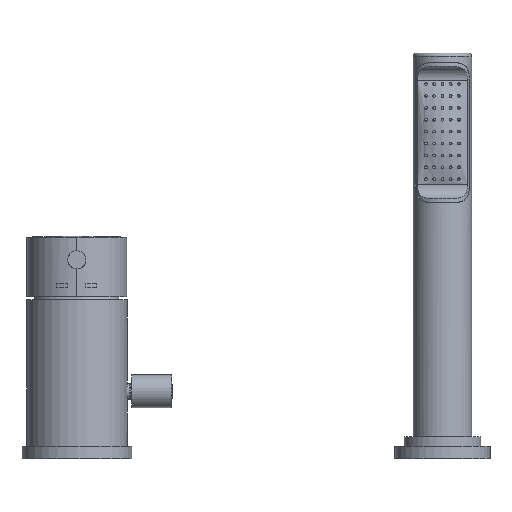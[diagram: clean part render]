
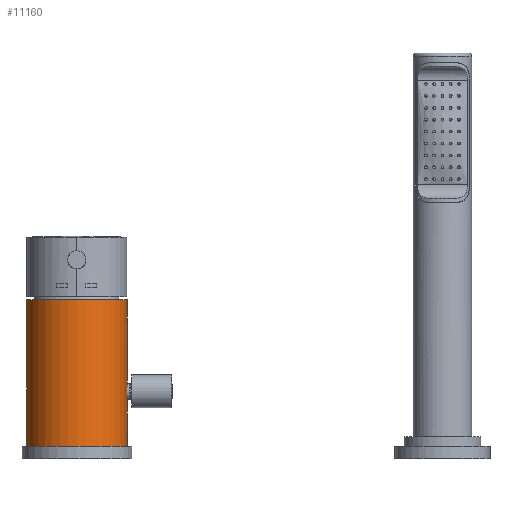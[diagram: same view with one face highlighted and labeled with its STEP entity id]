
A CAD part, top view. The second image highlights one B-rep face of the part: STEP entity #11160.
In plain terms, the highlighted cylindrical face has radius 27.5 mm (diameter 55 mm), a partial arc.
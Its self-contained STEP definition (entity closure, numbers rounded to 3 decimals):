
#582=DIRECTION('',(0.,1.,0.));
#583=VECTOR('',#582,23.592);
#584=CARTESIAN_POINT('',(27.5,0.,0.));
#585=LINE('',#584,#583);
#586=CARTESIAN_POINT('',(27.5,23.592,0.));
#690=CARTESIAN_POINT('',(27.5,36.408,0.));
#692=DIRECTION('',(0.,1.,0.));
#693=VECTOR('',#692,43.592);
#694=CARTESIAN_POINT('',(27.5,36.408,0.));
#695=LINE('',#694,#693);
#696=CARTESIAN_POINT('',(0.,0.,0.));
#697=DIRECTION('',(0.,1.,0.));
#698=DIRECTION('',(-1.,0.,0.));
#699=AXIS2_PLACEMENT_3D('',#696,#697,#698);
#701=DIRECTION('',(0.,1.,0.));
#702=VECTOR('',#701,80.);
#703=CARTESIAN_POINT('',(-27.5,0.,0.));
#704=LINE('',#703,#702);
#705=CARTESIAN_POINT('',(27.5,36.408,0.));
#706=CARTESIAN_POINT('',(27.5,36.27,0.11));
#707=CARTESIAN_POINT('',(27.499,35.989,0.324));
#708=CARTESIAN_POINT('',(27.493,35.55,0.623));
#709=CARTESIAN_POINT('',(27.486,35.094,0.9));
#710=CARTESIAN_POINT('',(27.476,34.625,1.152));
#711=CARTESIAN_POINT('',(27.466,34.143,1.381));
#712=CARTESIAN_POINT('',(27.455,33.649,1.583));
#713=CARTESIAN_POINT('',(27.444,33.146,1.76));
#714=CARTESIAN_POINT('',(27.434,32.634,1.911));
#715=CARTESIAN_POINT('',(27.425,32.115,2.034));
#716=CARTESIAN_POINT('',(27.417,31.591,2.13));
#717=CARTESIAN_POINT('',(27.412,31.063,2.199));
#718=CARTESIAN_POINT('',(27.409,30.532,2.241));
#719=CARTESIAN_POINT('',(27.408,30.178,2.25));
#720=CARTESIAN_POINT('',(27.408,30.,2.25));
#722=CARTESIAN_POINT('',(27.5,23.592,0.));
#723=CARTESIAN_POINT('',(27.5,23.73,0.11));
#724=CARTESIAN_POINT('',(27.499,24.011,0.324));
#725=CARTESIAN_POINT('',(27.493,24.45,0.623));
#726=CARTESIAN_POINT('',(27.486,24.906,0.9));
#727=CARTESIAN_POINT('',(27.476,25.375,1.152));
#728=CARTESIAN_POINT('',(27.466,25.857,1.381));
#729=CARTESIAN_POINT('',(27.455,26.351,1.583));
#730=CARTESIAN_POINT('',(27.444,26.854,1.76));
#731=CARTESIAN_POINT('',(27.434,27.366,1.911));
#732=CARTESIAN_POINT('',(27.425,27.885,2.034));
#733=CARTESIAN_POINT('',(27.417,28.409,2.13));
#734=CARTESIAN_POINT('',(27.412,28.937,2.199));
#735=CARTESIAN_POINT('',(27.409,29.468,2.241));
#736=CARTESIAN_POINT('',(27.408,29.822,2.25));
#737=CARTESIAN_POINT('',(27.408,30.,2.25));
#744=CARTESIAN_POINT('',(0.,80.,0.));
#745=DIRECTION('',(0.,1.,0.));
#746=DIRECTION('',(-1.,0.,0.));
#747=AXIS2_PLACEMENT_3D('',#744,#745,#746);
#8561=CARTESIAN_POINT('',(27.5,80.,0.));
#8562=CARTESIAN_POINT('',(-27.5,80.,0.));
#8563=VERTEX_POINT('',#8561);
#8564=VERTEX_POINT('',#8562);
#8570=VERTEX_POINT('',#690);
#8571=VERTEX_POINT('',#586);
#8572=VERTEX_POINT('',#720);
#9152=CARTESIAN_POINT('',(27.5,0.,0.));
#9153=CARTESIAN_POINT('',(-27.5,0.,0.));
#9154=VERTEX_POINT('',#9152);
#9155=VERTEX_POINT('',#9153);
#11143=CARTESIAN_POINT('',(0.,0.,0.));
#11144=DIRECTION('',(0.,1.,0.));
#11145=DIRECTION('',(1.,0.,0.));
#11146=AXIS2_PLACEMENT_3D('',#11143,#11144,#11145);
#11147=CYLINDRICAL_SURFACE('',#11146,27.5);
#11148=ORIENTED_EDGE('',*,*,#11103,.F.);
#11149=ORIENTED_EDGE('',*,*,#11131,.T.);
#11151=ORIENTED_EDGE('',*,*,#11150,.T.);
#11152=ORIENTED_EDGE('',*,*,#11127,.F.);
#11154=ORIENTED_EDGE('',*,*,#11153,.T.);
#11156=ORIENTED_EDGE('',*,*,#11155,.F.);
#11157=ORIENTED_EDGE('',*,*,#11121,.F.);
#11158=EDGE_LOOP('',(#11148,#11149,#11151,#11152,#11154,#11156,#11157));
#11159=FACE_OUTER_BOUND('',#11158,.F.);
#11160=ADVANCED_FACE('',(#11159),#11147,.T.);
#700=CIRCLE('',#699,27.5);
#721=B_SPLINE_CURVE_WITH_KNOTS('',3,(#705,#706,#707,#708,#709,#710,#711,#712,
#713,#714,#715,#716,#717,#718,#719,#720),.UNSPECIFIED.,.F.,.F.,(4,1,1,1,1,1,1,1,
1,1,1,1,1,4),(0.,0.077,0.154,0.231,
0.308,0.385,0.462,0.538,
0.615,0.692,0.769,0.846,
0.923,1.),.UNSPECIFIED.);
#738=B_SPLINE_CURVE_WITH_KNOTS('',3,(#722,#723,#724,#725,#726,#727,#728,#729,
#730,#731,#732,#733,#734,#735,#736,#737),.UNSPECIFIED.,.F.,.F.,(4,1,1,1,1,1,1,1,
1,1,1,1,1,4),(0.,0.077,0.154,0.231,
0.308,0.385,0.462,0.538,
0.615,0.692,0.769,0.846,
0.923,1.),.UNSPECIFIED.);
#748=CIRCLE('',#747,27.5);
#11103=EDGE_CURVE('',#9155,#9154,#700,.T.);
#11121=EDGE_CURVE('',#9154,#8571,#585,.T.);
#11127=EDGE_CURVE('',#8570,#8563,#695,.T.);
#11131=EDGE_CURVE('',#9155,#8564,#704,.T.);
#11150=EDGE_CURVE('',#8564,#8563,#748,.T.);
#11153=EDGE_CURVE('',#8570,#8572,#721,.T.);
#11155=EDGE_CURVE('',#8571,#8572,#738,.T.);
